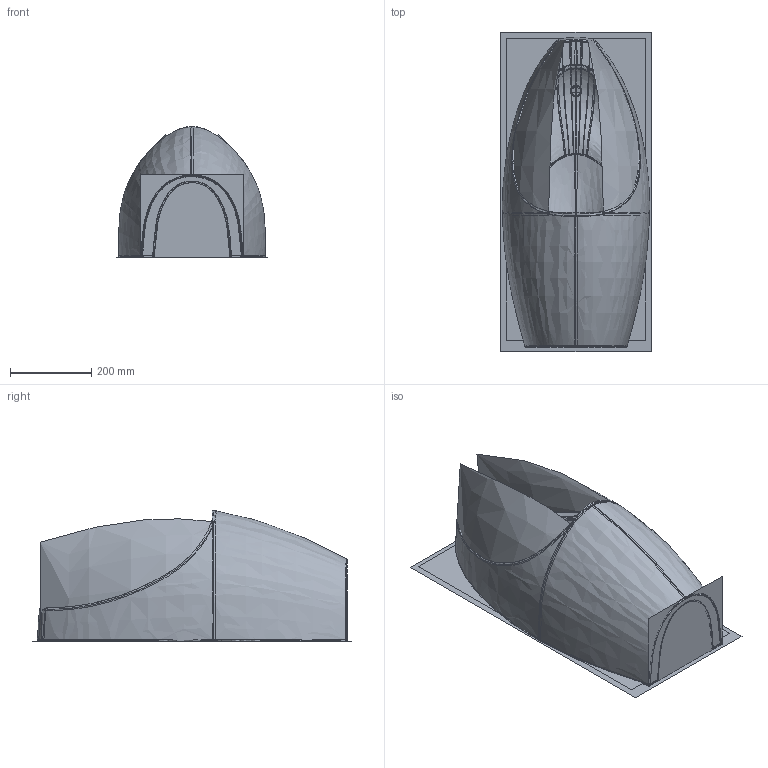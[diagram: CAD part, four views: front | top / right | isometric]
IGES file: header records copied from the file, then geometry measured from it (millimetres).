
Start section:  PTC IGES file: CCAS6737-3100410F0.igs
Global section: file name: CCAS6737-3100410F0.igs; native system: Creo Parametric by PTC Inc.; preprocessor: 2024014; author: 10711523; organization: Unknown; date: 20250115.110746; units: millimetre
Bounding box: 369.48 x 784.37 x 322.48 mm (x, y, z)
Surface area: 2806259.3 mm2 (no closed solid volume)
Topology: 0 solids, 0 shells, 820 faces, 10160 edges, 13001 vertices
Faces by surface type: bspline 820
